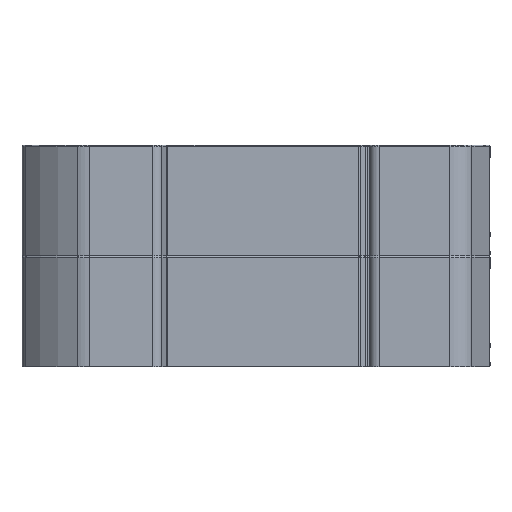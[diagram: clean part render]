
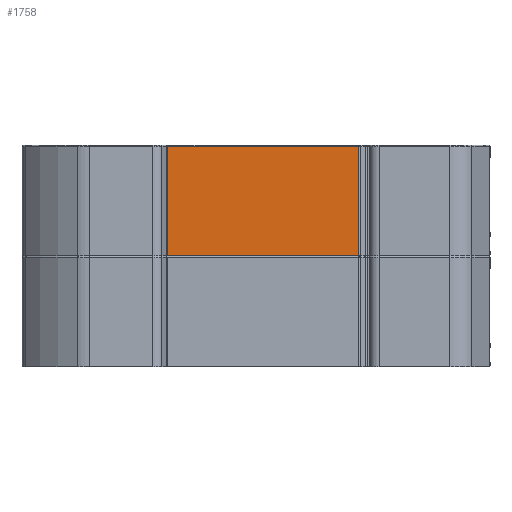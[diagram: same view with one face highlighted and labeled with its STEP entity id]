
A CAD part, front view. The second image highlights one B-rep face of the part: STEP entity #1758.
In plain terms, the highlighted planar face has unit normal (0, -1, 0).
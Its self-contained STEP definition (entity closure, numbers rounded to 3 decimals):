
#223 = LINE ( 'NONE', #1944, #22936 ) ;
#735 = ORIENTED_EDGE ( 'NONE', *, *, #45795, .T. ) ;
#1483 = ORIENTED_EDGE ( 'NONE', *, *, #2669, .T. ) ;
#1758 = ADVANCED_FACE ( 'NONE', ( #41732 ), #26505, .F. ) ;
#1944 = CARTESIAN_POINT ( 'NONE',  ( -17.526, -47.654, 8.75 ) ) ;
#2623 = CARTESIAN_POINT ( 'NONE',  ( 13.9, -47.654, -8.75 ) ) ;
#2669 = EDGE_CURVE ( 'NONE', #13783, #31880, #25934, .T. ) ;
#3910 = CARTESIAN_POINT ( 'NONE',  ( 13.9, -47.654, 8.5 ) ) ;
#5398 = EDGE_CURVE ( 'NONE', #30954, #31880, #19094, .T. ) ;
#7034 = VECTOR ( 'NONE', #41986, 1000. ) ;
#7400 = CARTESIAN_POINT ( 'NONE',  ( 13.9, -47.654, 8.75 ) ) ;
#7822 = CARTESIAN_POINT ( 'NONE',  ( -17.526, -47.654, 8.5 ) ) ;
#7922 = DIRECTION ( 'NONE',  ( 0., 1., 0. ) ) ;
#13783 = VERTEX_POINT ( 'NONE', #31098 ) ;
#15873 = EDGE_LOOP ( 'NONE', ( #31058, #37393, #735, #1483 ) ) ;
#16293 = VERTEX_POINT ( 'NONE', #7822 ) ;
#19094 = LINE ( 'NONE', #7400, #37754 ) ;
#20164 = DIRECTION ( 'NONE',  ( 0., 0., -1. ) ) ;
#21610 = LINE ( 'NONE', #3910, #7034 ) ;
#22936 = VECTOR ( 'NONE', #20164, 1000. ) ;
#24812 = AXIS2_PLACEMENT_3D ( 'NONE', #30287, #7922, #34018 ) ;
#25934 = LINE ( 'NONE', #2623, #35286 ) ;
#26505 = PLANE ( 'NONE',  #24812 ) ;
#29545 = EDGE_CURVE ( 'NONE', #30954, #16293, #21610, .T. ) ;
#30287 = CARTESIAN_POINT ( 'NONE',  ( 13.9, -47.654, 8.75 ) ) ;
#30954 = VERTEX_POINT ( 'NONE', #34888 ) ;
#31058 = ORIENTED_EDGE ( 'NONE', *, *, #5398, .F. ) ;
#31098 = CARTESIAN_POINT ( 'NONE',  ( -17.526, -47.654, -8.75 ) ) ;
#31880 = VERTEX_POINT ( 'NONE', #45303 ) ;
#33470 = DIRECTION ( 'NONE',  ( 0., 0., -1. ) ) ;
#34018 = DIRECTION ( 'NONE',  ( -1., 0., 0. ) ) ;
#34888 = CARTESIAN_POINT ( 'NONE',  ( 13.9, -47.654, 8.5 ) ) ;
#35286 = VECTOR ( 'NONE', #39611, 1000. ) ;
#37393 = ORIENTED_EDGE ( 'NONE', *, *, #29545, .T. ) ;
#37754 = VECTOR ( 'NONE', #33470, 1000. ) ;
#39611 = DIRECTION ( 'NONE',  ( 1., 0., 0. ) ) ;
#41732 = FACE_OUTER_BOUND ( 'NONE', #15873, .T. ) ;
#41986 = DIRECTION ( 'NONE',  ( -1., 0., 0. ) ) ;
#45303 = CARTESIAN_POINT ( 'NONE',  ( 13.9, -47.654, -8.75 ) ) ;
#45795 = EDGE_CURVE ( 'NONE', #16293, #13783, #223, .T. ) ;
